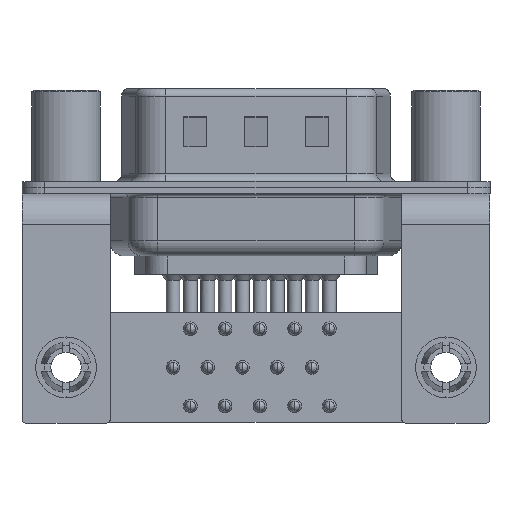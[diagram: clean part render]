
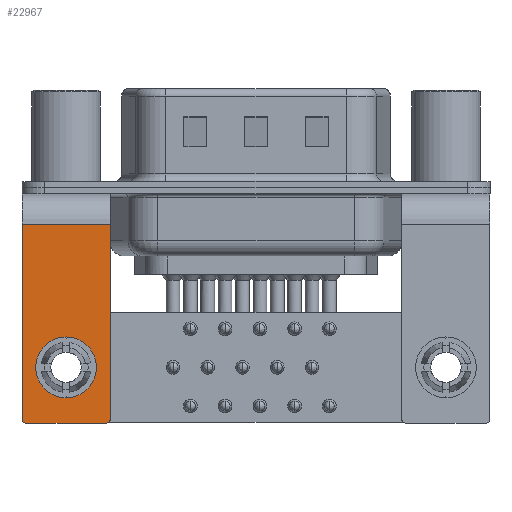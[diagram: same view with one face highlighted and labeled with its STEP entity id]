
A CAD part, front view. The second image highlights one B-rep face of the part: STEP entity #22967.
In plain terms, the highlighted planar face has unit normal (0, -1, 0).
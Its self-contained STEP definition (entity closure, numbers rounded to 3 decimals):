
#302 = AXIS2_PLACEMENT_3D ( 'NONE', #8860, #24803, #11112 ) ;
#667 = DIRECTION ( 'NONE',  ( 0., 1., 0. ) ) ;
#2003 = CARTESIAN_POINT ( 'NONE',  ( 0., -6.25, -9.83 ) ) ;
#2231 = EDGE_CURVE ( 'NONE', #10935, #13338, #28366, .T. ) ;
#2290 = ORIENTED_EDGE ( 'NONE', *, *, #12361, .F. ) ;
#2317 = CARTESIAN_POINT ( 'NONE',  ( -2.9, -6.25, -2.4 ) ) ;
#3305 = ORIENTED_EDGE ( 'NONE', *, *, #2231, .F. ) ;
#3575 = LINE ( 'NONE', #2317, #27095 ) ;
#3770 = VERTEX_POINT ( 'NONE', #24554 ) ;
#4186 = CARTESIAN_POINT ( 'NONE',  ( 2.65, -6.25, -15.25 ) ) ;
#4465 = AXIS2_PLACEMENT_3D ( 'NONE', #14236, #667, #16514 ) ;
#4685 = ORIENTED_EDGE ( 'NONE', *, *, #14249, .T. ) ;
#5098 = ORIENTED_EDGE ( 'NONE', *, *, #25969, .T. ) ;
#5178 = CARTESIAN_POINT ( 'NONE',  ( -2.9, -6.25, -15.25 ) ) ;
#6373 = CARTESIAN_POINT ( 'NONE',  ( -2.65, -6.25, -15.25 ) ) ;
#6475 = DIRECTION ( 'NONE',  ( 0., 0., 1. ) ) ;
#6487 = CARTESIAN_POINT ( 'NONE',  ( 2.9, -6.25, -2.4 ) ) ;
#7145 = EDGE_CURVE ( 'NONE', #23239, #13338, #21311, .T. ) ;
#7162 = VERTEX_POINT ( 'NONE', #15378 ) ;
#7370 = FACE_OUTER_BOUND ( 'NONE', #12586, .T. ) ;
#8186 = CARTESIAN_POINT ( 'NONE',  ( 2.9, -6.25, -15.25 ) ) ;
#8666 = DIRECTION ( 'NONE',  ( 0., 0., 1. ) ) ;
#8860 = CARTESIAN_POINT ( 'NONE',  ( 0., -6.25, -11.83 ) ) ;
#9074 = CARTESIAN_POINT ( 'NONE',  ( 2.9, -6.25, -15.5 ) ) ;
#10462 = CARTESIAN_POINT ( 'NONE',  ( -2.9, -6.25, -2.4 ) ) ;
#10501 = VECTOR ( 'NONE', #11390, 1000. ) ;
#10730 = PLANE ( 'NONE',  #16443 ) ;
#10935 = VERTEX_POINT ( 'NONE', #24332 ) ;
#11055 = ORIENTED_EDGE ( 'NONE', *, *, #7145, .T. ) ;
#11112 = DIRECTION ( 'NONE',  ( 0., 0., 1. ) ) ;
#11390 = DIRECTION ( 'NONE',  ( -1., 0., 0. ) ) ;
#12361 = EDGE_CURVE ( 'NONE', #7162, #13590, #15009, .T. ) ;
#12411 = CIRCLE ( 'NONE', #302, 2. ) ;
#12586 = EDGE_LOOP ( 'NONE', ( #5098, #11055, #3305, #4685, #2290, #20875 ) ) ;
#12814 = DIRECTION ( 'NONE',  ( -1., 0., 0. ) ) ;
#13007 = DIRECTION ( 'NONE',  ( 0., 0., 1. ) ) ;
#13338 = VERTEX_POINT ( 'NONE', #25628 ) ;
#13590 = VERTEX_POINT ( 'NONE', #8186 ) ;
#13861 = CIRCLE ( 'NONE', #23719, 0.25 ) ;
#14236 = CARTESIAN_POINT ( 'NONE',  ( 0., -6.25, -11.83 ) ) ;
#14249 = EDGE_CURVE ( 'NONE', #10935, #13590, #13861, .T. ) ;
#14288 = EDGE_CURVE ( 'NONE', #3770, #14291, #12411, .T. ) ;
#14291 = VERTEX_POINT ( 'NONE', #2003 ) ;
#15009 = LINE ( 'NONE', #6487, #20389 ) ;
#15202 = CARTESIAN_POINT ( 'NONE',  ( 2.9, -6.25, -2.4 ) ) ;
#15378 = CARTESIAN_POINT ( 'NONE',  ( 2.9, -6.25, -2.4 ) ) ;
#15733 = AXIS2_PLACEMENT_3D ( 'NONE', #6373, #22282, #8666 ) ;
#16443 = AXIS2_PLACEMENT_3D ( 'NONE', #15202, #26722, #13007 ) ;
#16514 = DIRECTION ( 'NONE',  ( 0., 0., 1. ) ) ;
#20078 = DIRECTION ( 'NONE',  ( 0., -1., 0. ) ) ;
#20097 = DIRECTION ( 'NONE',  ( 0., 0., -1. ) ) ;
#20389 = VECTOR ( 'NONE', #20097, 1000. ) ;
#20875 = ORIENTED_EDGE ( 'NONE', *, *, #28713, .T. ) ;
#21311 = CIRCLE ( 'NONE', #15733, 0.25 ) ;
#22282 = DIRECTION ( 'NONE',  ( 0., -1., 0. ) ) ;
#22287 = VECTOR ( 'NONE', #12814, 1000. ) ;
#22807 = DIRECTION ( 'NONE',  ( 0., 0., -1. ) ) ;
#22967 = ADVANCED_FACE ( 'NONE', ( #25553, #7370 ), #10730, .F. ) ;
#23239 = VERTEX_POINT ( 'NONE', #5178 ) ;
#23374 = ORIENTED_EDGE ( 'NONE', *, *, #29416, .T. ) ;
#23719 = AXIS2_PLACEMENT_3D ( 'NONE', #4186, #20078, #6475 ) ;
#24332 = CARTESIAN_POINT ( 'NONE',  ( 2.65, -6.25, -15.5 ) ) ;
#24406 = CIRCLE ( 'NONE', #4465, 2. ) ;
#24554 = CARTESIAN_POINT ( 'NONE',  ( 0., -6.25, -13.83 ) ) ;
#24803 = DIRECTION ( 'NONE',  ( 0., 1., 0. ) ) ;
#25075 = CARTESIAN_POINT ( 'NONE',  ( 2.9, -6.25, -2.4 ) ) ;
#25553 = FACE_BOUND ( 'NONE', #28466, .T. ) ;
#25628 = CARTESIAN_POINT ( 'NONE',  ( -2.65, -6.25, -15.5 ) ) ;
#25724 = VERTEX_POINT ( 'NONE', #10462 ) ;
#25969 = EDGE_CURVE ( 'NONE', #25724, #23239, #3575, .T. ) ;
#26722 = DIRECTION ( 'NONE',  ( 0., 1., 0. ) ) ;
#27095 = VECTOR ( 'NONE', #22807, 1000. ) ;
#27506 = ORIENTED_EDGE ( 'NONE', *, *, #14288, .T. ) ;
#28366 = LINE ( 'NONE', #9074, #22287 ) ;
#28466 = EDGE_LOOP ( 'NONE', ( #27506, #23374 ) ) ;
#28713 = EDGE_CURVE ( 'NONE', #7162, #25724, #28718, .T. ) ;
#28718 = LINE ( 'NONE', #25075, #10501 ) ;
#29416 = EDGE_CURVE ( 'NONE', #14291, #3770, #24406, .T. ) ;
